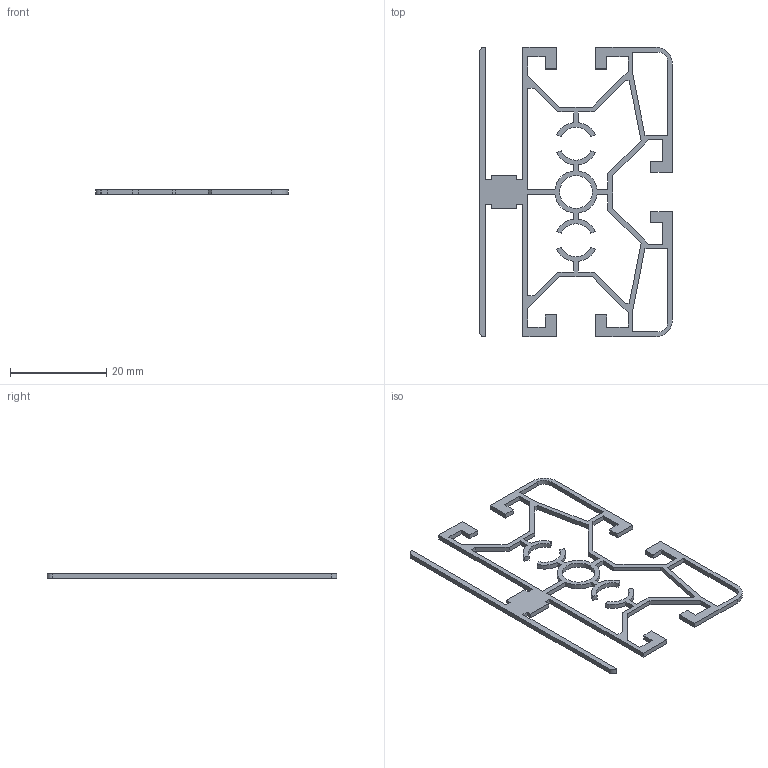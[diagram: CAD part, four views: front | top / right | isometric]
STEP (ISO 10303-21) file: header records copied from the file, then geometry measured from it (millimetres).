
FILE_DESCRIPTION((''),'2;1');
FILE_NAME('SP632_extern.ipt.step','2007-09-10T15:11:08',(''),(''),'Autodesk Inventor 11','Autodesk Inventor 11','');
FILE_SCHEMA(('AUTOMOTIVE_DESIGN { 1 0 10303 214 1 1 1 1 }'));
Length unit declared in the file: millimetre
Products named in the file (1): SP632_extern
Bounding box: 40 x 60 x 1 mm (x, y, z)
Volume: 548 mm3; surface area: 1946 mm2
Topology: 1 solids, 1 shells, 137 faces, 406 edges, 271 vertices
Faces by surface type: plane 81, bspline 45, cylinder 11
Entity records: 4719 total; most frequent: CARTESIAN_POINT 1115, ORIENTED_EDGE 808, DIRECTION 636, EDGE_CURVE 404, VECTOR 358, LINE 358, VERTEX_POINT 270, EDGE_LOOP 148
